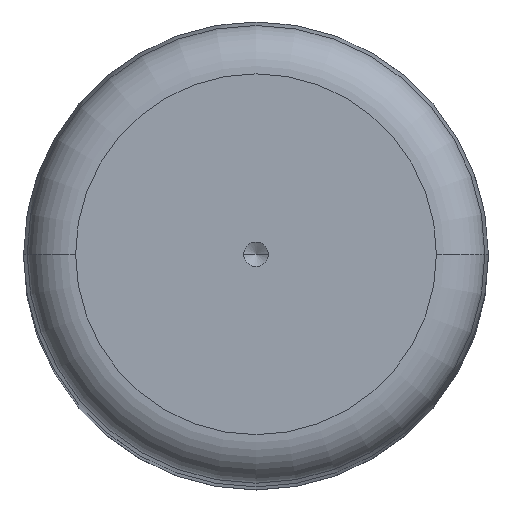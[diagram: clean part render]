
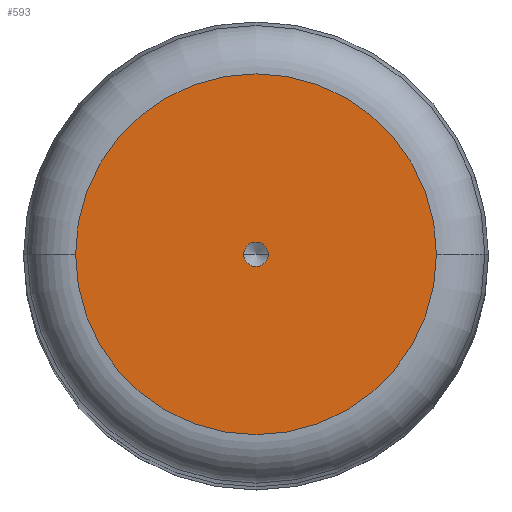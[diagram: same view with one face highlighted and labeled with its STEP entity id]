
A CAD part, top view. The second image highlights one B-rep face of the part: STEP entity #593.
In plain terms, the highlighted planar face has unit normal (0, 0, 1).
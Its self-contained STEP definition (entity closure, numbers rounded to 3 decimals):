
#18 = CIRCLE ( 'NONE', #635, 14.75 ) ;
#31 = DIRECTION ( 'NONE',  ( 0., 0., 1. ) ) ;
#58 = VERTEX_POINT ( 'NONE', #465 ) ;
#60 = DIRECTION ( 'NONE',  ( 1., 0., 0. ) ) ;
#80 = EDGE_CURVE ( 'NONE', #561, #313, #127, .T. ) ;
#113 = EDGE_CURVE ( 'NONE', #58, #114, #18, .T. ) ;
#114 = VERTEX_POINT ( 'NONE', #411 ) ;
#127 = CIRCLE ( 'NONE', #613, 1. ) ;
#149 = CIRCLE ( 'NONE', #546, 1. ) ;
#153 = ORIENTED_EDGE ( 'NONE', *, *, #113, .T. ) ;
#172 = DIRECTION ( 'NONE',  ( 0., 0., 1. ) ) ;
#213 = DIRECTION ( 'NONE',  ( 0., 0., 1. ) ) ;
#240 = CARTESIAN_POINT ( 'NONE',  ( 1., 0., 160. ) ) ;
#250 = DIRECTION ( 'NONE',  ( 1., 0., 0. ) ) ;
#260 = CARTESIAN_POINT ( 'NONE',  ( 0., 0., 160. ) ) ;
#277 = FACE_OUTER_BOUND ( 'NONE', #365, .T. ) ;
#280 = ORIENTED_EDGE ( 'NONE', *, *, #291, .T. ) ;
#291 = EDGE_CURVE ( 'NONE', #114, #58, #392, .T. ) ;
#313 = VERTEX_POINT ( 'NONE', #331 ) ;
#314 = DIRECTION ( 'NONE',  ( 0., 0., 1. ) ) ;
#331 = CARTESIAN_POINT ( 'NONE',  ( -1., 0., 160. ) ) ;
#365 = EDGE_LOOP ( 'NONE', ( #153, #280 ) ) ;
#368 = DIRECTION ( 'NONE',  ( 1., 0., 0. ) ) ;
#386 = ORIENTED_EDGE ( 'NONE', *, *, #501, .F. ) ;
#392 = CIRCLE ( 'NONE', #563, 14.75 ) ;
#411 = CARTESIAN_POINT ( 'NONE',  ( -14.75, 0., 160. ) ) ;
#412 = FACE_BOUND ( 'NONE', #674, .T. ) ;
#424 = ORIENTED_EDGE ( 'NONE', *, *, #80, .F. ) ;
#433 = AXIS2_PLACEMENT_3D ( 'NONE', #447, #31, #250 ) ;
#447 = CARTESIAN_POINT ( 'NONE',  ( 0., 0., 160. ) ) ;
#465 = CARTESIAN_POINT ( 'NONE',  ( 14.75, 0., 160. ) ) ;
#485 = DIRECTION ( 'NONE',  ( 1., 0., 0. ) ) ;
#501 = EDGE_CURVE ( 'NONE', #313, #561, #149, .T. ) ;
#519 = CARTESIAN_POINT ( 'NONE',  ( 0., 0., 160. ) ) ;
#545 = DIRECTION ( 'NONE',  ( 0., 0., 1. ) ) ;
#546 = AXIS2_PLACEMENT_3D ( 'NONE', #595, #545, #485 ) ;
#559 = PLANE ( 'NONE',  #433 ) ;
#561 = VERTEX_POINT ( 'NONE', #240 ) ;
#563 = AXIS2_PLACEMENT_3D ( 'NONE', #677, #172, #368 ) ;
#593 = ADVANCED_FACE ( 'NONE', ( #412, #277 ), #559, .T. ) ;
#595 = CARTESIAN_POINT ( 'NONE',  ( 0., 0., 160. ) ) ;
#613 = AXIS2_PLACEMENT_3D ( 'NONE', #519, #213, #619 ) ;
#619 = DIRECTION ( 'NONE',  ( 1., 0., 0. ) ) ;
#635 = AXIS2_PLACEMENT_3D ( 'NONE', #260, #314, #60 ) ;
#674 = EDGE_LOOP ( 'NONE', ( #424, #386 ) ) ;
#677 = CARTESIAN_POINT ( 'NONE',  ( 0., 0., 160. ) ) ;
